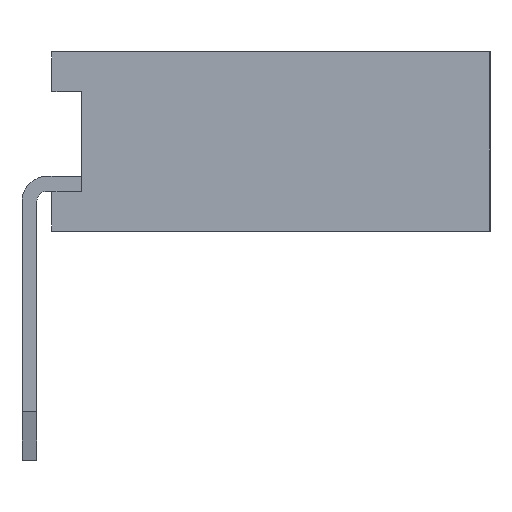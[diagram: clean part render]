
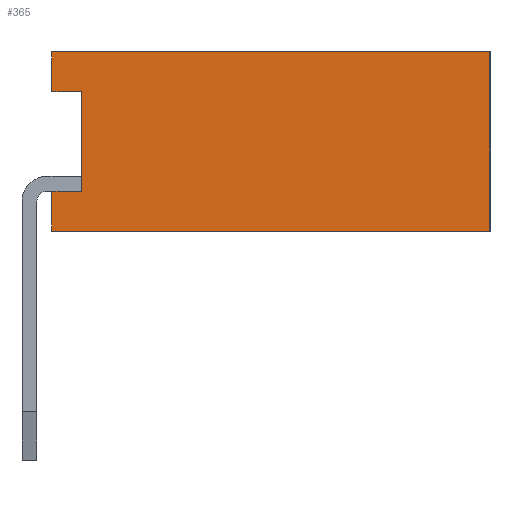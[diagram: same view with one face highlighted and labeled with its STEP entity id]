
A CAD part, left-side view. The second image highlights one B-rep face of the part: STEP entity #365.
In plain terms, the highlighted planar face has unit normal (-1, 0, 0).
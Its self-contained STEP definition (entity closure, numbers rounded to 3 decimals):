
#365=ADVANCED_FACE('',(#13183),#13185,.T.);
#13183=FACE_BOUND('',#13184,.T.);
#13184=EDGE_LOOP('',(#23429,#23430,#23431,#23432,#23433,#23434,#23435,#23436));
#13185=PLANE('',#13186);
#13186=AXIS2_PLACEMENT_3D('',#13187,#13188,#13189);
#13187=CARTESIAN_POINT('',(-0.635,-4.625,0.));
#13188=DIRECTION('',(-1.,0.,0.));
#13189=DIRECTION('',(0.,0.,1.));
#23429=ORIENTED_EDGE('',*,*,#30989,.T.);
#23430=ORIENTED_EDGE('',*,*,#31097,.T.);
#23431=ORIENTED_EDGE('',*,*,#30886,.T.);
#23432=ORIENTED_EDGE('',*,*,#31096,.F.);
#23433=ORIENTED_EDGE('',*,*,#31098,.F.);
#23434=ORIENTED_EDGE('',*,*,#31099,.T.);
#23435=ORIENTED_EDGE('',*,*,#31100,.T.);
#23436=ORIENTED_EDGE('',*,*,#31091,.F.);
#30886=EDGE_CURVE('',#34728,#34725,#34729,.F.);
#30989=EDGE_CURVE('',#34934,#34932,#34935,.F.);
#31091=EDGE_CURVE('',#34934,#35131,#35132,.T.);
#31096=EDGE_CURVE('',#35138,#34725,#35140,.T.);
#31097=EDGE_CURVE('',#34932,#34728,#35141,.T.);
#31098=EDGE_CURVE('',#35142,#35138,#35143,.T.);
#31099=EDGE_CURVE('',#35142,#35144,#35145,.T.);
#31100=EDGE_CURVE('',#35144,#35131,#35146,.T.);
#34725=VERTEX_POINT('',#41029);
#34728=VERTEX_POINT('',#41034);
#34729=LINE('',#41035,#41036);
#34932=VERTEX_POINT('',#41442);
#34934=VERTEX_POINT('',#41446);
#34935=LINE('',#41447,#41448);
#35131=VERTEX_POINT('',#41847);
#35132=LINE('',#41848,#41849);
#35138=VERTEX_POINT('',#41862);
#35140=LINE('',#41866,#41867);
#35141=LINE('',#41869,#41870);
#35142=VERTEX_POINT('',#41872);
#35143=LINE('',#41873,#41874);
#35144=VERTEX_POINT('',#41876);
#35145=LINE('',#41877,#41878);
#35146=LINE('',#41880,#41881);
#41029=CARTESIAN_POINT('',(-0.635,-0.225,0.4));
#41034=CARTESIAN_POINT('',(-0.635,-0.525,0.4));
#41035=CARTESIAN_POINT('',(-0.635,-0.225,0.4));
#41036=VECTOR('',#41037,1.);
#41037=DIRECTION('',(0.,-1.,0.));
#41442=CARTESIAN_POINT('',(-0.635,-0.525,1.4));
#41446=CARTESIAN_POINT('',(-0.635,-0.225,1.4));
#41447=CARTESIAN_POINT('',(-0.635,-0.525,1.4));
#41448=VECTOR('',#41449,1.);
#41449=DIRECTION('',(0.,1.,0.));
#41847=CARTESIAN_POINT('',(-0.635,-0.225,1.8));
#41848=CARTESIAN_POINT('',(-0.635,-0.225,1.4));
#41849=VECTOR('',#41850,1.);
#41850=DIRECTION('',(0.,0.,1.));
#41862=CARTESIAN_POINT('',(-0.635,-0.225,0.));
#41866=CARTESIAN_POINT('',(-0.635,-0.225,0.));
#41867=VECTOR('',#41868,1.);
#41868=DIRECTION('',(0.,0.,1.));
#41869=CARTESIAN_POINT('',(-0.635,-0.525,1.4));
#41870=VECTOR('',#41871,1.);
#41871=DIRECTION('',(0.,0.,-1.));
#41872=CARTESIAN_POINT('',(-0.635,-4.625,0.));
#41873=CARTESIAN_POINT('',(-0.635,-4.625,0.));
#41874=VECTOR('',#41875,1.);
#41875=DIRECTION('',(0.,1.,0.));
#41876=CARTESIAN_POINT('',(-0.635,-4.625,1.8));
#41877=CARTESIAN_POINT('',(-0.635,-4.625,0.));
#41878=VECTOR('',#41879,1.);
#41879=DIRECTION('',(0.,0.,1.));
#41880=CARTESIAN_POINT('',(-0.635,-4.625,1.8));
#41881=VECTOR('',#41882,1.);
#41882=DIRECTION('',(0.,1.,0.));
